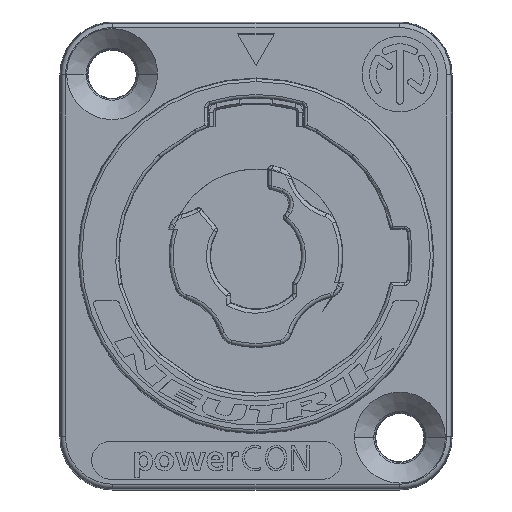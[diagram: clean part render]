
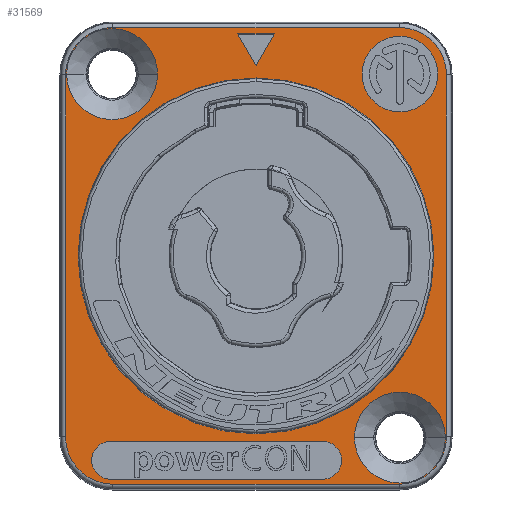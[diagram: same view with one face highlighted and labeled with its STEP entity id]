
A CAD part, top view. The second image highlights one B-rep face of the part: STEP entity #31569.
In plain terms, the highlighted planar face has unit normal (0, 0, 1).
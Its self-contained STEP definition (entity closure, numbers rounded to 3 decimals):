
#8225=CARTESIAN_POINT('',(9.5,12.,4.5));
#8226=DIRECTION('',(0.,0.,1.));
#8227=DIRECTION('',(1.,0.,0.));
#8228=AXIS2_PLACEMENT_3D('',#8225,#8226,#8227);
#8230=CARTESIAN_POINT('',(9.5,12.,4.5));
#8231=DIRECTION('',(0.,0.,1.));
#8232=DIRECTION('',(-1.,0.,0.));
#8233=AXIS2_PLACEMENT_3D('',#8230,#8231,#8232);
#8235=CARTESIAN_POINT('',(-9.6,-13.5,4.5));
#8236=DIRECTION('',(0.,0.,1.));
#8237=DIRECTION('',(0.,1.,0.));
#8238=AXIS2_PLACEMENT_3D('',#8235,#8236,#8237);
#8240=DIRECTION('',(1.,0.,0.));
#8241=VECTOR('',#8240,14.);
#8242=CARTESIAN_POINT('',(-9.6,-14.75,4.5));
#8243=LINE('',#8242,#8241);
#8244=CARTESIAN_POINT('',(4.4,-13.5,4.5));
#8245=DIRECTION('',(0.,0.,1.));
#8246=DIRECTION('',(0.,-1.,0.));
#8247=AXIS2_PLACEMENT_3D('',#8244,#8245,#8246);
#8249=DIRECTION('',(-1.,0.,0.));
#8250=VECTOR('',#8249,14.);
#8251=CARTESIAN_POINT('',(4.4,-12.25,4.5));
#8252=LINE('',#8251,#8250);
#8253=DIRECTION('',(0.5,-0.866,0.));
#8254=VECTOR('',#8253,2.4);
#8255=CARTESIAN_POINT('',(-1.2,14.65,4.5));
#8256=LINE('',#8255,#8254);
#8257=DIRECTION('',(0.5,0.866,0.));
#8258=VECTOR('',#8257,2.4);
#8259=CARTESIAN_POINT('',(0.,12.572,4.5));
#8260=LINE('',#8259,#8258);
#8261=DIRECTION('',(-1.,0.,0.));
#8262=VECTOR('',#8261,2.4);
#8263=CARTESIAN_POINT('',(1.2,14.65,4.5));
#8264=LINE('',#8263,#8262);
#8265=CARTESIAN_POINT('',(-9.5,12.,4.5));
#8266=DIRECTION('',(0.,0.,1.));
#8267=DIRECTION('',(-1.,0.,0.));
#8268=AXIS2_PLACEMENT_3D('',#8265,#8266,#8267);
#8270=CARTESIAN_POINT('',(-9.5,12.,4.5));
#8271=DIRECTION('',(0.,0.,1.));
#8272=DIRECTION('',(1.,0.,0.));
#8273=AXIS2_PLACEMENT_3D('',#8270,#8271,#8272);
#8275=CARTESIAN_POINT('',(9.5,-12.,4.5));
#8276=DIRECTION('',(0.,0.,1.));
#8277=DIRECTION('',(1.,0.,0.));
#8278=AXIS2_PLACEMENT_3D('',#8275,#8276,#8277);
#8280=CARTESIAN_POINT('',(9.5,-12.,4.5));
#8281=DIRECTION('',(0.,0.,1.));
#8282=DIRECTION('',(-1.,0.,0.));
#8283=AXIS2_PLACEMENT_3D('',#8280,#8281,#8282);
#8285=CARTESIAN_POINT('',(-9.45,11.95,4.5));
#8286=DIRECTION('',(0.,0.,1.));
#8287=DIRECTION('',(0.,1.,0.));
#8288=AXIS2_PLACEMENT_3D('',#8285,#8286,#8287);
#8290=DIRECTION('',(-1.,0.,0.));
#8291=VECTOR('',#8290,18.9);
#8292=CARTESIAN_POINT('',(9.45,15.077,4.5));
#8293=LINE('',#8292,#8291);
#8294=CARTESIAN_POINT('',(9.45,11.95,4.5));
#8295=DIRECTION('',(0.,0.,1.));
#8296=DIRECTION('',(1.,0.,0.));
#8297=AXIS2_PLACEMENT_3D('',#8294,#8295,#8296);
#8299=DIRECTION('',(0.,1.,0.));
#8300=VECTOR('',#8299,23.9);
#8301=CARTESIAN_POINT('',(12.577,-11.95,4.5));
#8302=LINE('',#8301,#8300);
#8303=CARTESIAN_POINT('',(9.45,-11.95,4.5));
#8304=DIRECTION('',(0.,0.,1.));
#8305=DIRECTION('',(0.,-1.,0.));
#8306=AXIS2_PLACEMENT_3D('',#8303,#8304,#8305);
#8308=DIRECTION('',(1.,0.,0.));
#8309=VECTOR('',#8308,18.9);
#8310=CARTESIAN_POINT('',(-9.45,-15.077,4.5));
#8311=LINE('',#8310,#8309);
#8312=CARTESIAN_POINT('',(-9.45,-11.95,4.5));
#8313=DIRECTION('',(0.,0.,1.));
#8314=DIRECTION('',(-1.,0.,0.));
#8315=AXIS2_PLACEMENT_3D('',#8312,#8313,#8314);
#8317=DIRECTION('',(0.,-1.,0.));
#8318=VECTOR('',#8317,23.9);
#8319=CARTESIAN_POINT('',(-12.577,11.95,4.5));
#8320=LINE('',#8319,#8318);
#8326=CARTESIAN_POINT('',(0.,0.,4.5));
#8327=DIRECTION('',(0.,0.,-1.));
#8328=DIRECTION('',(0.,1.,0.));
#8329=AXIS2_PLACEMENT_3D('',#8326,#8327,#8328);
#9653=CARTESIAN_POINT('',(0.,0.,4.5));
#9654=DIRECTION('',(0.,0.,1.));
#9655=DIRECTION('',(0.,1.,0.));
#9656=AXIS2_PLACEMENT_3D('',#9653,#9654,#9655);
#18078=CARTESIAN_POINT('',(0.,11.75,4.5));
#18079=CARTESIAN_POINT('',(0.,-11.75,4.5));
#18080=VERTEX_POINT('',#18078);
#18081=VERTEX_POINT('',#18079);
#18116=CARTESIAN_POINT('',(12.,12.,4.5));
#18117=CARTESIAN_POINT('',(7.,12.,4.5));
#18118=VERTEX_POINT('',#18116);
#18119=VERTEX_POINT('',#18117);
#18120=CARTESIAN_POINT('',(-9.6,-12.25,4.5));
#18121=CARTESIAN_POINT('',(-9.6,-14.75,4.5));
#18122=VERTEX_POINT('',#18120);
#18123=VERTEX_POINT('',#18121);
#18124=CARTESIAN_POINT('',(4.4,-14.75,4.5));
#18125=VERTEX_POINT('',#18124);
#18126=CARTESIAN_POINT('',(4.4,-12.25,4.5));
#18127=VERTEX_POINT('',#18126);
#18128=CARTESIAN_POINT('',(-1.2,14.65,4.5));
#18129=CARTESIAN_POINT('',(0.,12.572,4.5));
#18130=VERTEX_POINT('',#18128);
#18131=VERTEX_POINT('',#18129);
#18132=CARTESIAN_POINT('',(1.2,14.65,4.5));
#18133=VERTEX_POINT('',#18132);
#19444=CARTESIAN_POINT('',(-12.5,12.,4.5));
#19445=CARTESIAN_POINT('',(-6.5,12.,4.5));
#19446=VERTEX_POINT('',#19444);
#19447=VERTEX_POINT('',#19445);
#19452=CARTESIAN_POINT('',(12.5,-12.,4.5));
#19453=CARTESIAN_POINT('',(6.5,-12.,4.5));
#19454=VERTEX_POINT('',#19452);
#19455=VERTEX_POINT('',#19453);
#19464=CARTESIAN_POINT('',(-9.45,15.077,4.5));
#19465=CARTESIAN_POINT('',(-12.577,11.95,4.5));
#19466=VERTEX_POINT('',#19464);
#19467=VERTEX_POINT('',#19465);
#19472=CARTESIAN_POINT('',(-12.577,-11.95,4.5));
#19473=VERTEX_POINT('',#19472);
#19476=CARTESIAN_POINT('',(-9.45,-15.077,4.5));
#19477=VERTEX_POINT('',#19476);
#19480=CARTESIAN_POINT('',(9.45,-15.077,4.5));
#19481=VERTEX_POINT('',#19480);
#19484=CARTESIAN_POINT('',(12.577,-11.95,4.5));
#19485=VERTEX_POINT('',#19484);
#19488=CARTESIAN_POINT('',(12.577,11.95,4.5));
#19489=VERTEX_POINT('',#19488);
#19492=CARTESIAN_POINT('',(9.45,15.077,4.5));
#19493=VERTEX_POINT('',#19492);
#31505=CARTESIAN_POINT('',(0.,0.,4.5));
#31506=DIRECTION('',(0.,0.,-1.));
#31507=DIRECTION('',(0.,-1.,0.));
#31508=AXIS2_PLACEMENT_3D('',#31505,#31506,#31507);
#31509=PLANE('',#31508);
#31511=ORIENTED_EDGE('',*,*,#31510,.F.);
#31512=ORIENTED_EDGE('',*,*,#31495,.F.);
#31514=ORIENTED_EDGE('',*,*,#31513,.F.);
#31516=ORIENTED_EDGE('',*,*,#31515,.F.);
#31518=ORIENTED_EDGE('',*,*,#31517,.F.);
#31520=ORIENTED_EDGE('',*,*,#31519,.F.);
#31522=ORIENTED_EDGE('',*,*,#31521,.F.);
#31524=ORIENTED_EDGE('',*,*,#31523,.F.);
#31525=EDGE_LOOP('',(#31511,#31512,#31514,#31516,#31518,#31520,#31522,#31524));
#31526=FACE_OUTER_BOUND('',#31525,.F.);
#31528=ORIENTED_EDGE('',*,*,#31527,.T.);
#31530=ORIENTED_EDGE('',*,*,#31529,.T.);
#31531=EDGE_LOOP('',(#31528,#31530));
#31532=FACE_BOUND('',#31531,.F.);
#31534=ORIENTED_EDGE('',*,*,#31533,.T.);
#31536=ORIENTED_EDGE('',*,*,#31535,.T.);
#31538=ORIENTED_EDGE('',*,*,#31537,.T.);
#31540=ORIENTED_EDGE('',*,*,#31539,.T.);
#31541=EDGE_LOOP('',(#31534,#31536,#31538,#31540));
#31542=FACE_BOUND('',#31541,.F.);
#31544=ORIENTED_EDGE('',*,*,#31543,.T.);
#31546=ORIENTED_EDGE('',*,*,#31545,.T.);
#31548=ORIENTED_EDGE('',*,*,#31547,.T.);
#31549=EDGE_LOOP('',(#31544,#31546,#31548));
#31550=FACE_BOUND('',#31549,.F.);
#31552=ORIENTED_EDGE('',*,*,#31551,.T.);
#31554=ORIENTED_EDGE('',*,*,#31553,.T.);
#31555=EDGE_LOOP('',(#31552,#31554));
#31556=FACE_BOUND('',#31555,.F.);
#31558=ORIENTED_EDGE('',*,*,#31557,.T.);
#31560=ORIENTED_EDGE('',*,*,#31559,.T.);
#31561=EDGE_LOOP('',(#31558,#31560));
#31562=FACE_BOUND('',#31561,.F.);
#31564=ORIENTED_EDGE('',*,*,#31563,.F.);
#31566=ORIENTED_EDGE('',*,*,#31565,.T.);
#31567=EDGE_LOOP('',(#31564,#31566));
#31568=FACE_BOUND('',#31567,.F.);
#31569=ADVANCED_FACE('',(#31526,#31532,#31542,#31550,#31556,#31562,#31568),
#31509,.F.);
#8229=CIRCLE('',#8228,2.5);
#8234=CIRCLE('',#8233,2.5);
#8239=CIRCLE('',#8238,1.25);
#8248=CIRCLE('',#8247,1.25);
#8269=CIRCLE('',#8268,3.);
#8274=CIRCLE('',#8273,3.);
#8279=CIRCLE('',#8278,3.);
#8284=CIRCLE('',#8283,3.);
#8289=CIRCLE('',#8288,3.127);
#8298=CIRCLE('',#8297,3.127);
#8307=CIRCLE('',#8306,3.127);
#8316=CIRCLE('',#8315,3.127);
#8330=CIRCLE('',#8329,11.75);
#9657=CIRCLE('',#9656,11.75);
#31495=EDGE_CURVE('',#19493,#19466,#8293,.T.);
#31510=EDGE_CURVE('',#19466,#19467,#8289,.T.);
#31513=EDGE_CURVE('',#19489,#19493,#8298,.T.);
#31515=EDGE_CURVE('',#19485,#19489,#8302,.T.);
#31517=EDGE_CURVE('',#19481,#19485,#8307,.T.);
#31519=EDGE_CURVE('',#19477,#19481,#8311,.T.);
#31521=EDGE_CURVE('',#19473,#19477,#8316,.T.);
#31523=EDGE_CURVE('',#19467,#19473,#8320,.T.);
#31527=EDGE_CURVE('',#18118,#18119,#8229,.T.);
#31529=EDGE_CURVE('',#18119,#18118,#8234,.T.);
#31533=EDGE_CURVE('',#18122,#18123,#8239,.T.);
#31535=EDGE_CURVE('',#18123,#18125,#8243,.T.);
#31537=EDGE_CURVE('',#18125,#18127,#8248,.T.);
#31539=EDGE_CURVE('',#18127,#18122,#8252,.T.);
#31543=EDGE_CURVE('',#18130,#18131,#8256,.T.);
#31545=EDGE_CURVE('',#18131,#18133,#8260,.T.);
#31547=EDGE_CURVE('',#18133,#18130,#8264,.T.);
#31551=EDGE_CURVE('',#19446,#19447,#8269,.T.);
#31553=EDGE_CURVE('',#19447,#19446,#8274,.T.);
#31557=EDGE_CURVE('',#19454,#19455,#8279,.T.);
#31559=EDGE_CURVE('',#19455,#19454,#8284,.T.);
#31563=EDGE_CURVE('',#18080,#18081,#8330,.T.);
#31565=EDGE_CURVE('',#18080,#18081,#9657,.T.);
